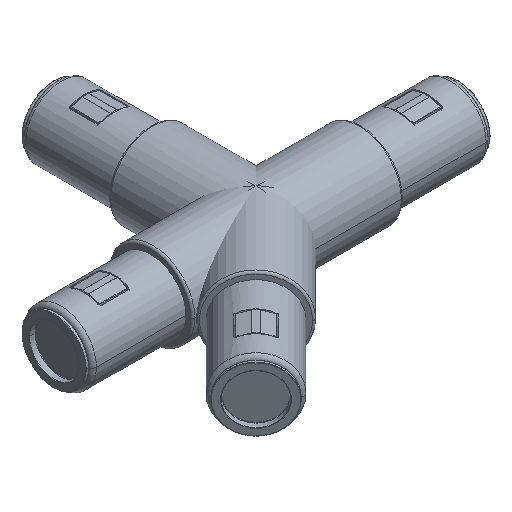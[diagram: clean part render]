
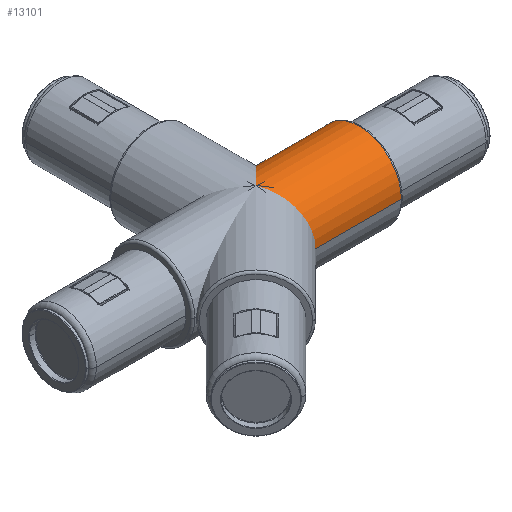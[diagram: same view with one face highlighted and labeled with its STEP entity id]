
A CAD part, isometric view. The second image highlights one B-rep face of the part: STEP entity #13101.
In plain terms, the highlighted cylindrical face has radius 20 mm (diameter 40 mm), a partial arc.
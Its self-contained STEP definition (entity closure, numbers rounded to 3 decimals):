
#145 = DIRECTION ( 'NONE',  ( 0., 1., 0. ) ) ;
#389 = EDGE_CURVE ( 'NONE', #1873, #925, #9930, .T. ) ;
#785 = DIRECTION ( 'NONE',  ( 0., 1., 0. ) ) ;
#881 = ORIENTED_EDGE ( 'NONE', *, *, #3869, .T. ) ;
#925 = VERTEX_POINT ( 'NONE', #8827 ) ;
#1809 = CARTESIAN_POINT ( 'NONE',  ( 0., -50., 20. ) ) ;
#1873 = VERTEX_POINT ( 'NONE', #7987 ) ;
#2248 = FACE_OUTER_BOUND ( 'NONE', #4188, .T. ) ;
#2293 = CARTESIAN_POINT ( 'NONE',  ( 0., 0., -20. ) ) ;
#2994 = CARTESIAN_POINT ( 'NONE',  ( 0., 0., 20. ) ) ;
#3113 = VECTOR ( 'NONE', #10671, 1000. ) ;
#3631 = DIRECTION ( 'NONE',  ( 0., -1., 0. ) ) ;
#3869 = EDGE_CURVE ( 'NONE', #7746, #12391, #7961, .T. ) ;
#3903 = AXIS2_PLACEMENT_3D ( 'NONE', #10342, #3631, #12582 ) ;
#4001 = LINE ( 'NONE', #1809, #3113 ) ;
#4188 = EDGE_LOOP ( 'NONE', ( #5159, #5596, #11844, #881 ) ) ;
#4627 = DIRECTION ( 'NONE',  ( 0., 0., -1. ) ) ;
#4707 = AXIS2_PLACEMENT_3D ( 'NONE', #6827, #145, #4627 ) ;
#5159 = ORIENTED_EDGE ( 'NONE', *, *, #6393, .F. ) ;
#5503 = LINE ( 'NONE', #9693, #11277 ) ;
#5596 = ORIENTED_EDGE ( 'NONE', *, *, #389, .T. ) ;
#6393 = EDGE_CURVE ( 'NONE', #1873, #12391, #5503, .T. ) ;
#6827 = CARTESIAN_POINT ( 'NONE',  ( 0., -49., 0. ) ) ;
#7746 = VERTEX_POINT ( 'NONE', #2994 ) ;
#7961 = CIRCLE ( 'NONE', #3903, 20. ) ;
#7987 = CARTESIAN_POINT ( 'NONE',  ( 0., -49., -20. ) ) ;
#8758 = EDGE_CURVE ( 'NONE', #925, #7746, #4001, .T. ) ;
#8827 = CARTESIAN_POINT ( 'NONE',  ( 0., -49., 20. ) ) ;
#9693 = CARTESIAN_POINT ( 'NONE',  ( 0., -50., -20. ) ) ;
#9779 = CYLINDRICAL_SURFACE ( 'NONE', #11646, 20. ) ;
#9863 = DIRECTION ( 'NONE',  ( 0., 1., 0. ) ) ;
#9930 = CIRCLE ( 'NONE', #4707, 20. ) ;
#10342 = CARTESIAN_POINT ( 'NONE',  ( 0., 0., 0. ) ) ;
#10671 = DIRECTION ( 'NONE',  ( 0., 1., 0. ) ) ;
#11277 = VECTOR ( 'NONE', #785, 1000. ) ;
#11646 = AXIS2_PLACEMENT_3D ( 'NONE', #11911, #9863, #12155 ) ;
#11844 = ORIENTED_EDGE ( 'NONE', *, *, #8758, .T. ) ;
#11911 = CARTESIAN_POINT ( 'NONE',  ( 0., -50., 0. ) ) ;
#12155 = DIRECTION ( 'NONE',  ( 0., 0., 1. ) ) ;
#12391 = VERTEX_POINT ( 'NONE', #2293 ) ;
#12582 = DIRECTION ( 'NONE',  ( 0., 0., -1. ) ) ;
#13101 = ADVANCED_FACE ( 'NONE', ( #2248 ), #9779, .T. ) ;
